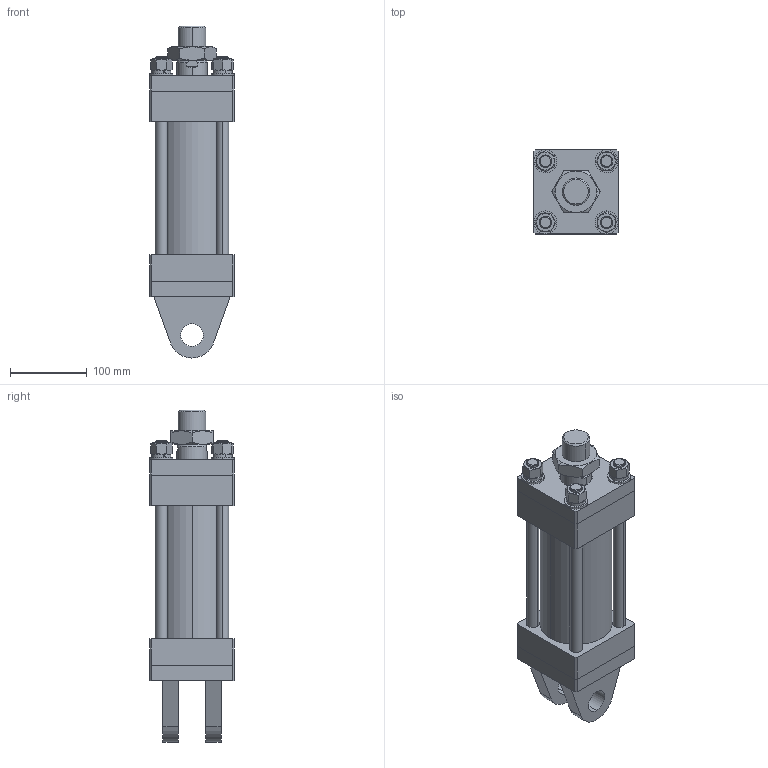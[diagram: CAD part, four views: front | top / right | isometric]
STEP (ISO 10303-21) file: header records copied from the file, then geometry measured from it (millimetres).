
FILE_DESCRIPTION (( 'STEP AP203' ), '1' );
FILE_NAME ('HOB-80-40-100-CB.STEP', '2021-04-27T06:28:00', ( '微软用户' ), ( '微软中国' ), 'SwSTEP 2.0', 'SolidWorks 2012', '' );
FILE_SCHEMA (( 'CONFIG_CONTROL_DESIGN' ));
Length unit declared in the file: millimetre
Products named in the file (12): HOB-80-40-100-CB; HOB-80-40-100-CB楊擘; hex thin nuts-grades ab-chamfered gb_GB_FASTENER_NUT_STNAB  B M36-N; spring lock washers--normal type gb_GB_FASTENER_WASHER_SW 16; hex nuts 1-fine pitch-grades ab gb_GB_FASTENER_NUT_SNAB1XY M16X1.5-C; plain washers--product grade c gb_GB_FASTENER_WASHER_SMWC 16; HOB-80-40-100-FB嶺裝; HOB-80-40-100活塞杆; HOB-80-40-100楊擘; HOB-80-40-100前盖; HOB-80-40-100綴裔; HOB-80-40-100掛极
Assembly tree (23 placements, depth 2):
  HOB-80-40-100-CB
    HOB-80-40-100掛极
    HOB-80-40-100綴裔
    HOB-80-40-100前盖
    HOB-80-40-100楊擘
    HOB-80-40-100活塞杆
    HOB-80-40-100-FB嶺裝  x4
    plain washers--product grade c gb_GB_FASTENER_WASHER_SMWC 16  x4
    hex nuts 1-fine pitch-grades ab gb_GB_FASTENER_NUT_SNAB1XY M16X1.5-C  x4
    spring lock washers--normal type gb_GB_FASTENER_WASHER_SW 16  x4
    hex thin nuts-grades ab-chamfered gb_GB_FASTENER_NUT_STNAB  B M36-N
    HOB-80-40-100-CB楊擘
Bounding box: 110 x 110 x 434 mm (x, y, z)
Volume: 2619913.5 mm3; surface area: 451421 mm2
Topology: 23 solids, 23 shells, 364 faces, 838 edges, 527 vertices
Faces by surface type: plane 143, cylinder 130, cone 79, torus 12
Entity records: 9097 total; most frequent: CARTESIAN_POINT 1691, DIRECTION 1308, ORIENTED_EDGE 1136, EDGE_CURVE 568, AXIS2_PLACEMENT_3D 517, VERTEX_POINT 359, EDGE_LOOP 297, VECTOR 274
